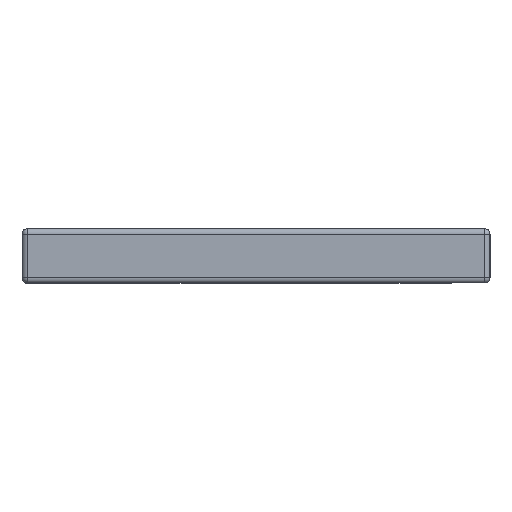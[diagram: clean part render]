
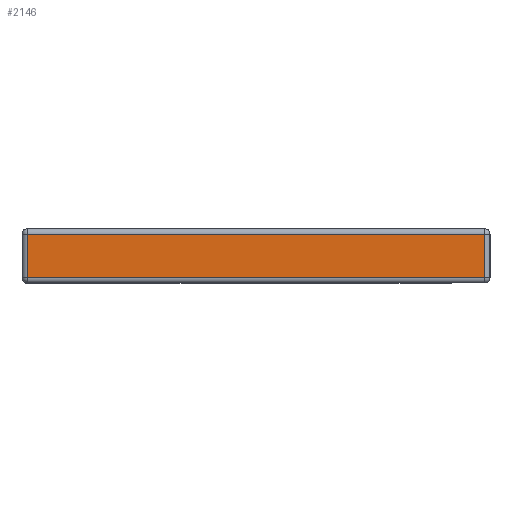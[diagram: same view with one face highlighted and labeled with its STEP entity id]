
A CAD part, left-side view. The second image highlights one B-rep face of the part: STEP entity #2146.
In plain terms, the highlighted planar face has unit normal (-1, 0, 0).
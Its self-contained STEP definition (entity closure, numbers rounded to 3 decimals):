
#2107=CARTESIAN_POINT('',(76.12,181.5,10.));
#2108=DIRECTION('',(-1.,0.,0.));
#2109=DIRECTION('',(-0.,-1.,0.));
#2110=AXIS2_PLACEMENT_3D('',#2107,#2108,#2109);
#2111=PLANE('',#2110);
#2112=CARTESIAN_POINT('',(76.12,221.74,9.));
#2113=VERTEX_POINT('',#2112);
#2114=CARTESIAN_POINT('',(76.12,221.74,1.));
#2115=VERTEX_POINT('',#2114);
#2116=CARTESIAN_POINT('',(76.12,221.74,9.));
#2117=DIRECTION('',(0.,0.,-1.));
#2118=VECTOR('',#2117,8.);
#2119=LINE('',#2116,#2118);
#2120=EDGE_CURVE('',#2113,#2115,#2119,.T.);
#2121=ORIENTED_EDGE('',*,*,#2120,.T.);
#2122=CARTESIAN_POINT('',(76.12,138.26,1.));
#2123=VERTEX_POINT('',#2122);
#2124=CARTESIAN_POINT('',(76.12,221.74,1.));
#2125=DIRECTION('',(-0.,-1.,-0.));
#2126=VECTOR('',#2125,83.48);
#2127=LINE('',#2124,#2126);
#2128=EDGE_CURVE('',#2115,#2123,#2127,.T.);
#2129=ORIENTED_EDGE('',*,*,#2128,.T.);
#2130=CARTESIAN_POINT('',(76.12,138.26,9.));
#2131=VERTEX_POINT('',#2130);
#2132=CARTESIAN_POINT('',(76.12,138.26,1.));
#2133=DIRECTION('',(-0.,-0.,1.));
#2134=VECTOR('',#2133,8.);
#2135=LINE('',#2132,#2134);
#2136=EDGE_CURVE('',#2123,#2131,#2135,.T.);
#2137=ORIENTED_EDGE('',*,*,#2136,.T.);
#2138=CARTESIAN_POINT('',(76.12,138.26,9.));
#2139=DIRECTION('',(0.,1.,0.));
#2140=VECTOR('',#2139,83.48);
#2141=LINE('',#2138,#2140);
#2142=EDGE_CURVE('',#2131,#2113,#2141,.T.);
#2143=ORIENTED_EDGE('',*,*,#2142,.T.);
#2144=EDGE_LOOP('',(#2121,#2129,#2137,#2143));
#2145=FACE_BOUND('',#2144,.T.);
#2146=ADVANCED_FACE('',(#2145),#2111,.T.);
